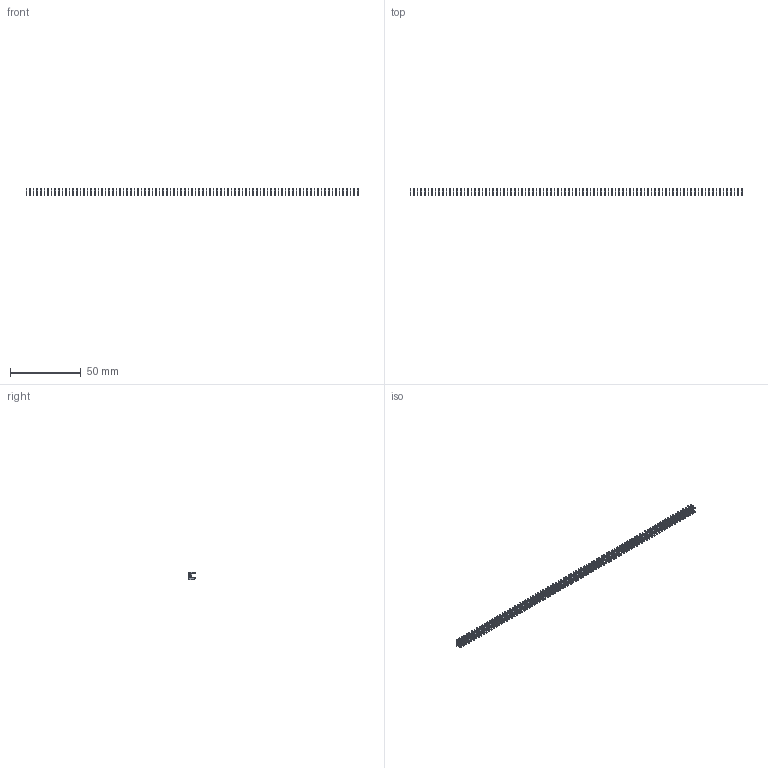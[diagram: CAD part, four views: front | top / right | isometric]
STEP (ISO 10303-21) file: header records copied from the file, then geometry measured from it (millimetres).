
FILE_DESCRIPTION (( 'STEP AP203' ), '1' );
FILE_NAME ('105-093-208-100.STEP', '2020-04-08T01:14:10', ( '' ), ( '' ), 'SwSTEP 2.0', 'SolidWorks 2016', '' );
FILE_SCHEMA (( 'CONFIG_CONTROL_DESIGN' ));
Length unit declared in the file: inch
Products named in the file (2): 100-290-001_100-290-208; 105-093-208-100
Assembly tree (93 placements, depth 2):
  105-093-208-100
    100-290-001_100-290-208  x93
Bounding box: 234.19 x 4.82 x 5.17 mm (x, y, z)
Volume: 639.9 mm3; surface area: 3952.1 mm2
Topology: 93 solids, 93 shells, 2325 faces, 6417 edges, 4278 vertices
Faces by surface type: plane 2046, cylinder 279
Entity records: 3933 total; most frequent: DIRECTION 317, CARTESIAN_POINT 236, DATE_AND_TIME 196, COORDINATED_UNIVERSAL_TIME_OFFSET 196, CALENDAR_DATE 196, LOCAL_TIME 196, ORIENTED_EDGE 138, AXIS2_PLACEMENT_3D 127
